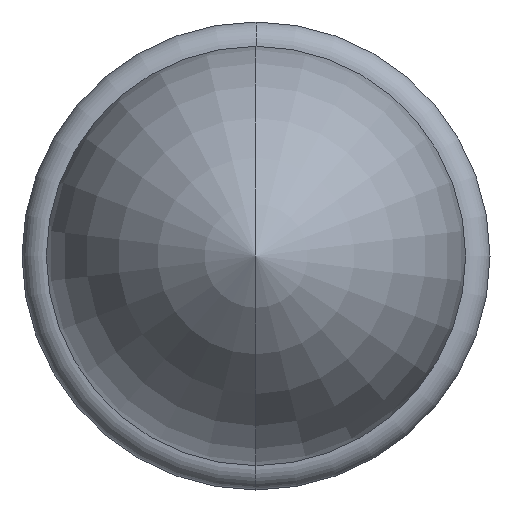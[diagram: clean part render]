
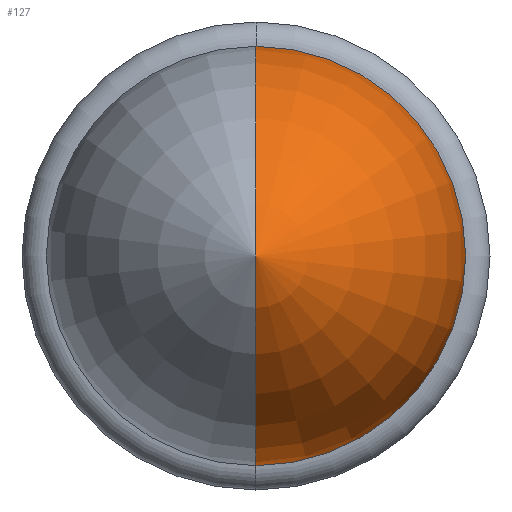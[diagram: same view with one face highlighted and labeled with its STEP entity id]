
A CAD part, left-side view. The second image highlights one B-rep face of the part: STEP entity #127.
In plain terms, the highlighted toroidal (fillet/blend) face has major radius 0.258 mm and minor radius 0.689 mm.
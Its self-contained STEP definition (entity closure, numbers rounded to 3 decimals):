
#7 = CIRCLE ( 'NONE', #507, 0.688 ) ;
#26 = AXIS2_PLACEMENT_3D ( 'NONE', #361, #120, #291 ) ;
#40 = CIRCLE ( 'NONE', #72, 0.688 ) ;
#56 = DIRECTION ( 'NONE',  ( -1., 0., 0. ) ) ;
#72 = AXIS2_PLACEMENT_3D ( 'NONE', #214, #463, #215 ) ;
#83 = CARTESIAN_POINT ( 'NONE',  ( -4.542, 0., 0.258 ) ) ;
#120 = DIRECTION ( 'NONE',  ( -1., 0., 0. ) ) ;
#127 = ADVANCED_FACE ( 'NONE', ( #140 ), #244, .T. ) ;
#140 = FACE_OUTER_BOUND ( 'NONE', #141, .T. ) ;
#141 = EDGE_LOOP ( 'NONE', ( #184, #205, #307 ) ) ;
#184 = ORIENTED_EDGE ( 'NONE', *, *, #193, .F. ) ;
#193 = EDGE_CURVE ( 'NONE', #316, #424, #7, .T. ) ;
#205 = ORIENTED_EDGE ( 'NONE', *, *, #430, .T. ) ;
#207 = EDGE_CURVE ( 'NONE', #259, #424, #40, .T. ) ;
#209 = CARTESIAN_POINT ( 'NONE',  ( -5.18, 0., 0. ) ) ;
#214 = CARTESIAN_POINT ( 'NONE',  ( -4.542, 0., -0.258 ) ) ;
#215 = DIRECTION ( 'NONE',  ( 0., 0., -1. ) ) ;
#217 = DIRECTION ( 'NONE',  ( 0., 0., 1. ) ) ;
#218 = CIRCLE ( 'NONE', #462, 0.43 ) ;
#244 = TOROIDAL_SURFACE ( 'NONE', #26, -0.258, 0.688 ) ;
#259 = VERTEX_POINT ( 'NONE', #393 ) ;
#264 = CARTESIAN_POINT ( 'NONE',  ( -4.523, 0., 0. ) ) ;
#291 = DIRECTION ( 'NONE',  ( 0., 0., 1. ) ) ;
#307 = ORIENTED_EDGE ( 'NONE', *, *, #207, .T. ) ;
#316 = VERTEX_POINT ( 'NONE', #359 ) ;
#359 = CARTESIAN_POINT ( 'NONE',  ( -4.523, 0., -0.43 ) ) ;
#361 = CARTESIAN_POINT ( 'NONE',  ( -4.542, 0., 0. ) ) ;
#393 = CARTESIAN_POINT ( 'NONE',  ( -4.523, 0., 0.43 ) ) ;
#396 = DIRECTION ( 'NONE',  ( 0., 0., 1. ) ) ;
#424 = VERTEX_POINT ( 'NONE', #209 ) ;
#430 = EDGE_CURVE ( 'NONE', #316, #259, #218, .T. ) ;
#462 = AXIS2_PLACEMENT_3D ( 'NONE', #264, #56, #396 ) ;
#463 = DIRECTION ( 'NONE',  ( 0., -1., 0. ) ) ;
#466 = DIRECTION ( 'NONE',  ( 0., 1., 0. ) ) ;
#507 = AXIS2_PLACEMENT_3D ( 'NONE', #83, #466, #217 ) ;
